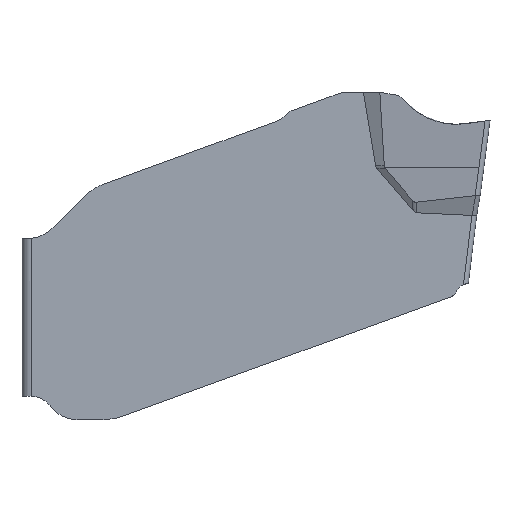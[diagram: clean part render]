
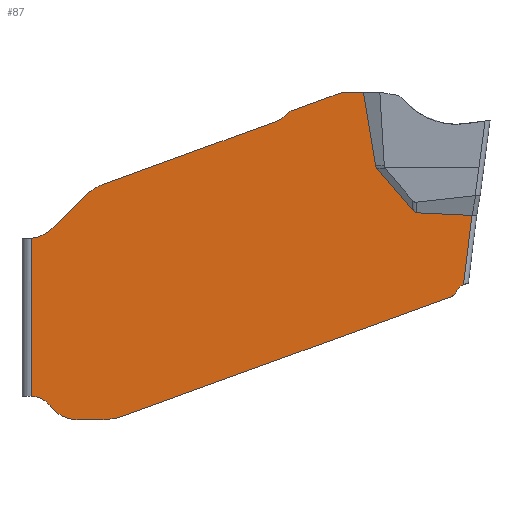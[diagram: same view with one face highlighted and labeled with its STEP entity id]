
A CAD part, left-side view. The second image highlights one B-rep face of the part: STEP entity #87.
In plain terms, the highlighted planar face has unit normal (-1, 0, 0).
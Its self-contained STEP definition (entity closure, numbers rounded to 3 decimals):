
#71=CIRCLE('',#1119,0.3);
#72=CIRCLE('',#1122,0.2);
#73=CIRCLE('',#1123,0.2);
#74=CIRCLE('',#1124,0.563);
#75=CIRCLE('',#1125,1.);
#76=CIRCLE('',#1127,0.8);
#77=CIRCLE('',#1128,0.5);
#78=CIRCLE('',#1129,0.75);
#79=CIRCLE('',#1131,0.1);
#87=ADVANCED_FACE('BODY_R_SUR',(#167),#141,.F.);
#141=PLANE('',#1132);
#167=FACE_OUTER_BOUND('',#221,.T.);
#221=EDGE_LOOP('',(#346,#347,#348,#349,#350,#351,#352,#353,#354,#355,#356,
#357,#358,#359,#360,#361,#362,#363,#364,#365,#366,#367,#368,#369,#370,#371,
#372,#373));
#282=ELLIPSE('',#1120,0.589,0.2);
#283=ELLIPSE('',#1121,0.473,0.2);
#284=ELLIPSE('',#1126,1.32,1.);
#285=ELLIPSE('',#1130,1.46,1.);
#346=ORIENTED_EDGE('',*,*,#756,.T.);
#347=ORIENTED_EDGE('',*,*,#757,.T.);
#348=ORIENTED_EDGE('',*,*,#758,.F.);
#349=ORIENTED_EDGE('',*,*,#759,.F.);
#350=ORIENTED_EDGE('',*,*,#760,.F.);
#351=ORIENTED_EDGE('',*,*,#761,.F.);
#352=ORIENTED_EDGE('',*,*,#762,.F.);
#353=ORIENTED_EDGE('',*,*,#763,.T.);
#354=ORIENTED_EDGE('',*,*,#764,.T.);
#355=ORIENTED_EDGE('',*,*,#765,.T.);
#356=ORIENTED_EDGE('',*,*,#766,.T.);
#357=ORIENTED_EDGE('',*,*,#767,.T.);
#358=ORIENTED_EDGE('',*,*,#768,.T.);
#359=ORIENTED_EDGE('',*,*,#769,.T.);
#360=ORIENTED_EDGE('',*,*,#770,.T.);
#361=ORIENTED_EDGE('',*,*,#771,.T.);
#362=ORIENTED_EDGE('',*,*,#772,.T.);
#363=ORIENTED_EDGE('',*,*,#773,.T.);
#364=ORIENTED_EDGE('',*,*,#774,.T.);
#365=ORIENTED_EDGE('',*,*,#775,.T.);
#366=ORIENTED_EDGE('',*,*,#776,.T.);
#367=ORIENTED_EDGE('',*,*,#777,.T.);
#368=ORIENTED_EDGE('',*,*,#778,.T.);
#369=ORIENTED_EDGE('',*,*,#779,.T.);
#370=ORIENTED_EDGE('',*,*,#780,.T.);
#371=ORIENTED_EDGE('',*,*,#781,.T.);
#372=ORIENTED_EDGE('',*,*,#782,.T.);
#373=ORIENTED_EDGE('',*,*,#783,.T.);
#654=VERTEX_POINT('',#1693);
#655=VERTEX_POINT('',#1694);
#656=VERTEX_POINT('',#1696);
#657=VERTEX_POINT('',#1698);
#658=VERTEX_POINT('',#1700);
#659=VERTEX_POINT('',#1702);
#660=VERTEX_POINT('',#1704);
#661=VERTEX_POINT('',#1706);
#662=VERTEX_POINT('',#1708);
#663=VERTEX_POINT('',#1710);
#664=VERTEX_POINT('',#1712);
#665=VERTEX_POINT('',#1714);
#666=VERTEX_POINT('',#1716);
#667=VERTEX_POINT('',#1718);
#668=VERTEX_POINT('',#1720);
#669=VERTEX_POINT('',#1725);
#670=VERTEX_POINT('',#1727);
#671=VERTEX_POINT('',#1729);
#672=VERTEX_POINT('',#1731);
#673=VERTEX_POINT('',#1733);
#674=VERTEX_POINT('',#1735);
#675=VERTEX_POINT('',#1737);
#676=VERTEX_POINT('',#1739);
#677=VERTEX_POINT('',#1741);
#678=VERTEX_POINT('',#1746);
#679=VERTEX_POINT('',#1748);
#680=VERTEX_POINT('',#1750);
#681=VERTEX_POINT('',#1752);
#756=EDGE_CURVE('',#654,#655,#71,.T.);
#757=EDGE_CURVE('',#655,#656,#888,.T.);
#758=EDGE_CURVE('',#657,#656,#889,.T.);
#759=EDGE_CURVE('',#658,#657,#282,.T.);
#760=EDGE_CURVE('',#659,#658,#890,.T.);
#761=EDGE_CURVE('',#660,#659,#283,.T.);
#762=EDGE_CURVE('',#661,#660,#891,.T.);
#763=EDGE_CURVE('',#661,#662,#892,.T.);
#764=EDGE_CURVE('',#662,#663,#72,.T.);
#765=EDGE_CURVE('',#663,#664,#893,.T.);
#766=EDGE_CURVE('',#664,#665,#73,.T.);
#767=EDGE_CURVE('',#665,#666,#74,.T.);
#768=EDGE_CURVE('',#666,#667,#894,.T.);
#769=EDGE_CURVE('',#667,#668,#75,.T.);
#770=EDGE_CURVE('',#668,#669,#1063,.T.);
#771=EDGE_CURVE('',#669,#670,#284,.T.);
#772=EDGE_CURVE('',#670,#671,#895,.T.);
#773=EDGE_CURVE('',#671,#672,#76,.T.);
#774=EDGE_CURVE('',#672,#673,#896,.T.);
#775=EDGE_CURVE('',#673,#674,#77,.T.);
#776=EDGE_CURVE('',#674,#675,#78,.T.);
#777=EDGE_CURVE('',#675,#676,#897,.T.);
#778=EDGE_CURVE('',#676,#677,#285,.T.);
#779=EDGE_CURVE('',#677,#678,#1064,.T.);
#780=EDGE_CURVE('',#678,#679,#898,.T.);
#781=EDGE_CURVE('',#679,#680,#899,.T.);
#782=EDGE_CURVE('',#680,#681,#79,.T.);
#783=EDGE_CURVE('',#681,#654,#900,.T.);
#888=LINE('',#1695,#977);
#889=LINE('',#1697,#978);
#890=LINE('',#1701,#979);
#891=LINE('',#1705,#980);
#892=LINE('',#1707,#981);
#893=LINE('',#1711,#982);
#894=LINE('',#1717,#983);
#895=LINE('',#1728,#984);
#896=LINE('',#1732,#985);
#897=LINE('',#1738,#986);
#898=LINE('',#1747,#987);
#899=LINE('',#1749,#988);
#900=LINE('',#1753,#989);
#977=VECTOR('',#1270,1.);
#978=VECTOR('',#1271,1.);
#979=VECTOR('',#1274,1.);
#980=VECTOR('',#1277,1.);
#981=VECTOR('',#1278,1.);
#982=VECTOR('',#1281,1.);
#983=VECTOR('',#1286,1.);
#984=VECTOR('',#1291,1.);
#985=VECTOR('',#1294,1.);
#986=VECTOR('',#1299,1.);
#987=VECTOR('',#1302,1.);
#988=VECTOR('',#1303,1.);
#989=VECTOR('',#1306,1.);
#1063=B_SPLINE_CURVE_WITH_KNOTS('',3,(#1721,#1722,#1723,#1724),
 .UNSPECIFIED.,.F.,.F.,(4,4),(0.,1.),.UNSPECIFIED.);
#1064=B_SPLINE_CURVE_WITH_KNOTS('',3,(#1742,#1743,#1744,#1745),
 .UNSPECIFIED.,.F.,.F.,(4,4),(0.,1.),.UNSPECIFIED.);
#1119=AXIS2_PLACEMENT_3D('',#1692,#1268,#1269);
#1120=AXIS2_PLACEMENT_3D('',#1699,#1272,#1273);
#1121=AXIS2_PLACEMENT_3D('',#1703,#1275,#1276);
#1122=AXIS2_PLACEMENT_3D('',#1709,#1279,#1280);
#1123=AXIS2_PLACEMENT_3D('',#1713,#1282,#1283);
#1124=AXIS2_PLACEMENT_3D('',#1715,#1284,#1285);
#1125=AXIS2_PLACEMENT_3D('',#1719,#1287,#1288);
#1126=AXIS2_PLACEMENT_3D('',#1726,#1289,#1290);
#1127=AXIS2_PLACEMENT_3D('',#1730,#1292,#1293);
#1128=AXIS2_PLACEMENT_3D('',#1734,#1295,#1296);
#1129=AXIS2_PLACEMENT_3D('',#1736,#1297,#1298);
#1130=AXIS2_PLACEMENT_3D('',#1740,#1300,#1301);
#1131=AXIS2_PLACEMENT_3D('',#1751,#1304,#1305);
#1132=AXIS2_PLACEMENT_3D('',#1754,#1307,#1308);
#1268=DIRECTION('',(1.,0.,0.));
#1269=DIRECTION('',(0.,0.,-1.));
#1270=DIRECTION('',(0.,-0.122,0.993));
#1271=DIRECTION('',(0.,-0.999,-0.048));
#1272=DIRECTION('',(-1.,0.,0.));
#1273=DIRECTION('',(0.,-0.083,-0.997));
#1274=DIRECTION('',(0.,-0.653,-0.758));
#1275=DIRECTION('',(-1.,0.,0.));
#1276=DIRECTION('',(0.,-1.,0.));
#1277=DIRECTION('',(0.,-0.163,-0.987));
#1278=DIRECTION('',(0.,1.,0.));
#1279=DIRECTION('',(-1.,0.,0.));
#1280=DIRECTION('',(0.,0.,-1.));
#1281=DIRECTION('',(0.,0.94,-0.342));
#1282=DIRECTION('',(-1.,0.,0.));
#1283=DIRECTION('',(0.,0.,-1.));
#1284=DIRECTION('',(1.,0.,0.));
#1285=DIRECTION('',(0.,0.,-1.));
#1286=DIRECTION('',(0.,0.94,-0.342));
#1287=DIRECTION('',(-1.,0.,0.));
#1288=DIRECTION('',(0.,0.,-1.));
#1289=DIRECTION('',(-1.,0.,0.));
#1290=DIRECTION('',(0.,0.707,-0.707));
#1291=DIRECTION('',(0.,0.707,-0.707));
#1292=DIRECTION('',(1.,0.,0.));
#1293=DIRECTION('',(0.,0.,-1.));
#1294=DIRECTION('',(0.,0.,-1.));
#1295=DIRECTION('',(1.,0.,0.));
#1296=DIRECTION('',(0.,0.,-1.));
#1297=DIRECTION('',(-1.,0.,0.));
#1298=DIRECTION('',(0.,0.,-1.));
#1299=DIRECTION('',(0.,-1.,0.));
#1300=DIRECTION('',(-1.,0.,0.));
#1301=DIRECTION('',(0.,-1.,0.));
#1302=DIRECTION('',(0.,-0.94,0.341));
#1303=DIRECTION('',(0.,-0.94,0.342));
#1304=DIRECTION('',(-1.,0.,0.));
#1305=DIRECTION('',(0.,0.,-1.));
#1306=DIRECTION('',(0.,-0.5,0.866));
#1307=DIRECTION('',(1.,0.,0.));
#1308=DIRECTION('',(0.,0.,-1.));
#1692=CARTESIAN_POINT('',(-0.75,-4.55,-3.789));
#1693=CARTESIAN_POINT('',(-0.75,-4.29,-3.639));
#1694=CARTESIAN_POINT('',(-0.75,-4.433,-3.512));
#1695=CARTESIAN_POINT('',(-0.75,-4.615,-2.024));
#1696=CARTESIAN_POINT('',(-0.75,-4.614,-2.033));
#1697=CARTESIAN_POINT('',(-0.75,0.087,-1.807));
#1698=CARTESIAN_POINT('',(-0.75,-3.438,-1.976));
#1699=CARTESIAN_POINT('',(-0.75,-3.398,-1.39));
#1700=CARTESIAN_POINT('',(-0.75,-3.358,-1.928));
#1701=CARTESIAN_POINT('',(-0.75,-0.975,0.839));
#1702=CARTESIAN_POINT('',(-0.75,-2.581,-1.026));
#1703=CARTESIAN_POINT('',(-0.75,-3.026,-0.958));
#1704=CARTESIAN_POINT('',(-0.75,-2.554,-0.972));
#1705=CARTESIAN_POINT('',(-0.75,-2.329,0.385));
#1706=CARTESIAN_POINT('',(-0.75,-2.294,0.6));
#1707=CARTESIAN_POINT('',(-0.75,0.,0.6));
#1708=CARTESIAN_POINT('',(-0.75,-1.888,0.6));
#1709=CARTESIAN_POINT('',(-0.75,-1.888,0.4));
#1710=CARTESIAN_POINT('',(-0.75,-1.819,0.588));
#1711=CARTESIAN_POINT('',(-0.75,-0.024,-0.066));
#1712=CARTESIAN_POINT('',(-0.75,-0.753,0.2));
#1713=CARTESIAN_POINT('',(-0.75,-0.822,0.012));
#1714=CARTESIAN_POINT('',(-0.75,-0.669,0.141));
#1715=CARTESIAN_POINT('',(-0.75,-0.24,0.506));
#1716=CARTESIAN_POINT('',(-0.75,-0.433,-0.023));
#1717=CARTESIAN_POINT('',(-0.75,-0.058,-0.16));
#1718=CARTESIAN_POINT('',(-0.75,3.281,-1.375));
#1719=CARTESIAN_POINT('',(-0.75,2.939,-2.315));
#1720=CARTESIAN_POINT('',(-0.75,3.454,-1.457));
#1721=CARTESIAN_POINT('',(-0.75,3.454,-1.457));
#1722=CARTESIAN_POINT('',(-0.75,3.473,-1.469));
#1723=CARTESIAN_POINT('',(-0.75,3.491,-1.481));
#1724=CARTESIAN_POINT('',(-0.75,3.508,-1.494));
#1725=CARTESIAN_POINT('',(-0.75,3.508,-1.494));
#1726=CARTESIAN_POINT('',(-0.75,2.985,-2.361));
#1727=CARTESIAN_POINT('',(-0.75,3.693,-1.654));
#1728=CARTESIAN_POINT('',(-0.75,1.019,1.019));
#1729=CARTESIAN_POINT('',(-0.75,4.334,-2.296));
#1730=CARTESIAN_POINT('',(-0.75,4.9,-1.73));
#1731=CARTESIAN_POINT('',(-0.75,4.8,-2.524));
#1732=CARTESIAN_POINT('',(-0.75,4.8,-5.9));
#1733=CARTESIAN_POINT('',(-0.75,4.8,-5.9));
#1734=CARTESIAN_POINT('',(-0.75,4.8,-6.4));
#1735=CARTESIAN_POINT('',(-0.75,4.4,-6.1));
#1736=CARTESIAN_POINT('',(-0.75,3.8,-5.65));
#1737=CARTESIAN_POINT('',(-0.75,3.8,-6.4));
#1738=CARTESIAN_POINT('',(-0.75,0.,-6.4));
#1739=CARTESIAN_POINT('',(-0.75,3.367,-6.4));
#1740=CARTESIAN_POINT('',(-0.75,3.367,-5.4));
#1741=CARTESIAN_POINT('',(-0.75,2.981,-6.364));
#1742=CARTESIAN_POINT('',(-0.75,2.981,-6.364));
#1743=CARTESIAN_POINT('',(-0.75,2.95,-6.359));
#1744=CARTESIAN_POINT('',(-0.75,2.92,-6.35));
#1745=CARTESIAN_POINT('',(-0.75,2.891,-6.34));
#1746=CARTESIAN_POINT('',(-0.75,2.891,-6.34));
#1747=CARTESIAN_POINT('',(-0.75,-1.697,-4.674));
#1748=CARTESIAN_POINT('',(-0.75,2.89,-6.339));
#1749=CARTESIAN_POINT('',(-0.75,-1.699,-4.669));
#1750=CARTESIAN_POINT('',(-0.75,-4.192,-3.762));
#1751=CARTESIAN_POINT('',(-0.75,-4.158,-3.668));
#1752=CARTESIAN_POINT('',(-0.75,-4.245,-3.718));
#1753=CARTESIAN_POINT('',(-0.75,-4.793,-2.767));
#1754=CARTESIAN_POINT('',(-0.75,0.,0.));
